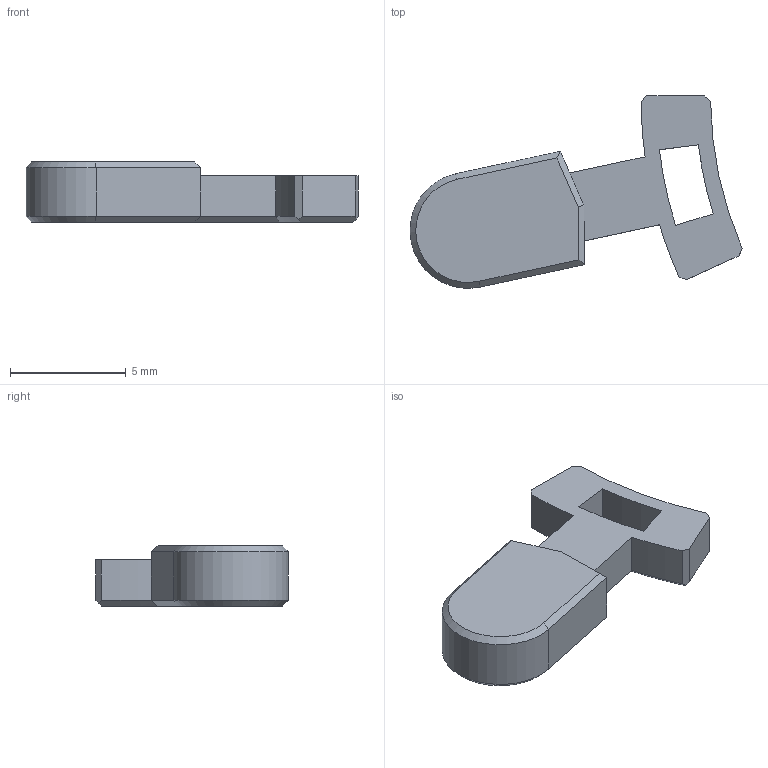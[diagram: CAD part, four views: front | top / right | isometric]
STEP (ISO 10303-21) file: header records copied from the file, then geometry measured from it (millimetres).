
FILE_DESCRIPTION(/* description */ ('Unknown'),/* implementation_level */ '2;1');
FILE_NAME(/* name */ 'lomo_LCA_apertureLever',/* time_stamp */ '2024-03-15T12:13:30-04:00',/* author */ ('Unknown'),/* organization */ ('Unknown'),/* preprocessor_version */ 'ST-DEVELOPER v18.1',/* originating_system */ 'Solid Edge',/* authorisation */ 'Unknown');
FILE_SCHEMA (('AUTOMOTIVE_DESIGN {1 0 10303 214 3 1 1}'));
Length unit declared in the file: millimetre
Products named in the file (2): lomo_LCA; lomo_LCA_apertureLever
Assembly tree (1 placements, depth 2):
  lomo_LCA
    lomo_LCA_apertureLever
Bounding box: 14.34 x 8.32 x 2.6 mm (x, y, z)
Volume: 140.1 mm3; surface area: 230.8 mm2
Topology: 1 solids, 1 shells, 44 faces, 109 edges, 67 vertices
Faces by surface type: plane 31, cone 7, cylinder 6
Entity records: 1343 total; most frequent: CARTESIAN_POINT 264, ORIENTED_EDGE 218, DIRECTION 206, EDGE_CURVE 109, LINE 76, VECTOR 76, VERTEX_POINT 67, AXIS2_PLACEMENT_3D 65
